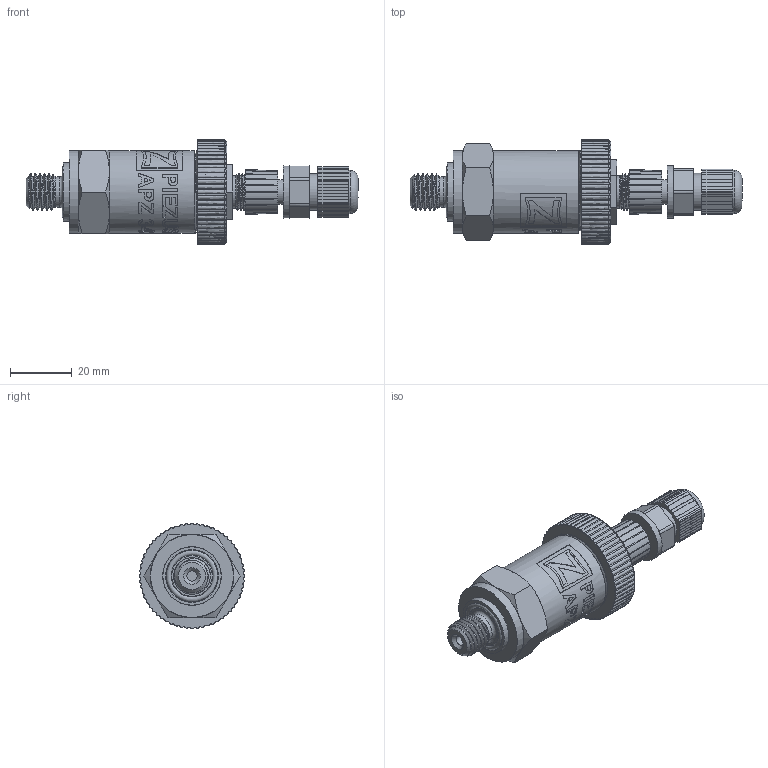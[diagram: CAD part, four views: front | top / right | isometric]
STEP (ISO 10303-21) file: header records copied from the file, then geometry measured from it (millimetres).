
FILE_DESCRIPTION(/* description */ (''),/* implementation_level */ '2;1');
FILE_NAME(/* name */ 'APZ3420_M12x1,5DIN_M12x1-straight.step',/* time_stamp */ '2021-06-08T17:07:03+03:00',/* author */ (''),/* organization */ (''),/* preprocessor_version */ 'ST-DEVELOPER v18.1',/* originating_system */ 'Autodesk Translation Framework v10.9.0.1377',/* authorisation */ '');
FILE_SCHEMA (('AUTOMOTIVE_DESIGN { 1 0 10303 214 3 1 1 }'));
Products named in the file (6): (Unsaved); M12x1,5 DIN; OMAL nut M27x1.5 v8; M12x1 male v16; Ш100.000.002 v4; M12x1 female straight v9
Assembly tree (5 placements, depth 2):
  (Unsaved)
    M12x1,5 DIN
    OMAL nut M27x1.5 v8
    M12x1 male v16
    Ш100.000.002 v4
    M12x1 female straight v9
Bounding box: 107.55 x 34 x 34 mm (x, y, z)
Volume: 40956.7 mm3; surface area: 17889.7 mm2
Topology: 17 solids, 17 shells, 929 faces, 2564 edges, 1710 vertices
Faces by surface type: bspline 463, plane 262, cylinder 141, cone 47, torus 16
Full cylindrical faces by diameter (mm): 1 x12, 1.5 x4, 3.3 x1, 7.3 x1, 8 x3, 8.2 x1, 9.8 x1, 10.137 x5, 10.293 x1, 10.6 x2, 10.741 x6, 11.85 x4, 11.884 x5, 12 x1, 13.5 x2, 14 x2, 14.137 x4, 14.526 x1, 15.85 x3, 16.7 x2, 17 x1, 21.4 x2, 22.5 x1, 24.5 x1, 25.132 x4, 25.526 x4, 26.85 x5, 27.208 x5
Entity records: 64273 total; most frequent: CARTESIAN_POINT 43248, ORIENTED_EDGE 5128, DIRECTION 2951, EDGE_CURVE 2564, VERTEX_POINT 1710, LINE 1185, VECTOR 1185, EDGE_LOOP 987
